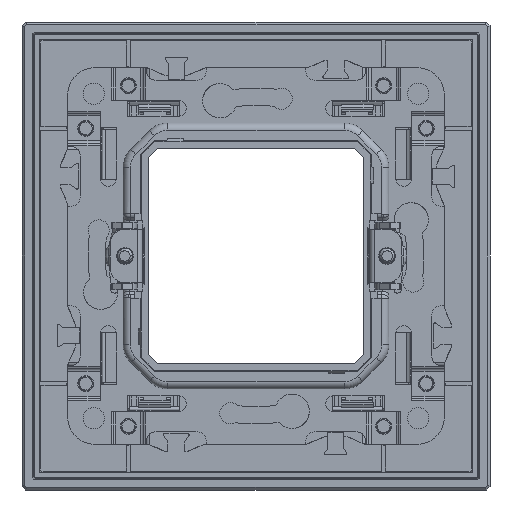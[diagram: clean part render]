
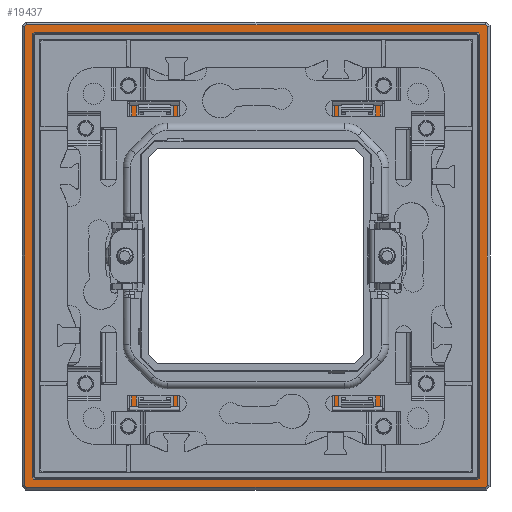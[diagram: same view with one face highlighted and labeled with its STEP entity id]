
A CAD part, front view. The second image highlights one B-rep face of the part: STEP entity #19437.
In plain terms, the highlighted planar face has unit normal (0, -1, 0).
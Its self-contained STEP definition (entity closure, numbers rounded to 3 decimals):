
#796 = VERTEX_POINT ( 'NONE', #77459 ) ;
#964 = EDGE_CURVE ( 'NONE', #22233, #36149, #4347, .T. ) ;
#3451 = ORIENTED_EDGE ( 'NONE', *, *, #65837, .T. ) ;
#4347 = CIRCLE ( 'NONE', #7878, 1.5 ) ;
#4861 = ORIENTED_EDGE ( 'NONE', *, *, #74194, .T. ) ;
#6241 = EDGE_CURVE ( 'NONE', #94966, #103121, #62275, .T. ) ;
#6852 = CARTESIAN_POINT ( 'NONE',  ( 43.5, 6.2, -43.093 ) ) ;
#6968 = DIRECTION ( 'NONE',  ( 0., 0., 1. ) ) ;
#7878 = AXIS2_PLACEMENT_3D ( 'NONE', #27952, #97185, #71921 ) ;
#10101 = VERTEX_POINT ( 'NONE', #20074 ) ;
#10460 = CARTESIAN_POINT ( 'NONE',  ( -22.45, 6.2, 23.95 ) ) ;
#11481 = CARTESIAN_POINT ( 'NONE',  ( 22.45, 6.2, -23.95 ) ) ;
#12076 = CARTESIAN_POINT ( 'NONE',  ( -43.5, 6.2, 43.093 ) ) ;
#12347 = CARTESIAN_POINT ( 'NONE',  ( -43.093, 6.2, -43.5 ) ) ;
#14161 = CARTESIAN_POINT ( 'NONE',  ( -22.45, 6.2, 22.45 ) ) ;
#14687 = DIRECTION ( 'NONE',  ( 0., 1., 0. ) ) ;
#14945 = DIRECTION ( 'NONE',  ( 0., 0., -1. ) ) ;
#16545 = ORIENTED_EDGE ( 'NONE', *, *, #6241, .T. ) ;
#16700 = CARTESIAN_POINT ( 'NONE',  ( 22.45, 6.2, -23.95 ) ) ;
#18248 = LINE ( 'NONE', #25444, #102529 ) ;
#18286 = LINE ( 'NONE', #70008, #39565 ) ;
#19437 = ADVANCED_FACE ( 'NONE', ( #37508, #80425 ), #70523, .F. ) ;
#20074 = CARTESIAN_POINT ( 'NONE',  ( -43.5, 6.2, -43.093 ) ) ;
#22221 = DIRECTION ( 'NONE',  ( 0., 1., 0. ) ) ;
#22233 = VERTEX_POINT ( 'NONE', #24840 ) ;
#23280 = DIRECTION ( 'NONE',  ( 1., 0., 0. ) ) ;
#24840 = CARTESIAN_POINT ( 'NONE',  ( 22.45, 6.2, 23.95 ) ) ;
#25444 = CARTESIAN_POINT ( 'NONE',  ( 43.5, 6.2, 43.093 ) ) ;
#25805 = VERTEX_POINT ( 'NONE', #72362 ) ;
#27952 = CARTESIAN_POINT ( 'NONE',  ( 22.45, 6.2, 22.45 ) ) ;
#30680 = DIRECTION ( 'NONE',  ( -1., 0., 0. ) ) ;
#31022 = CARTESIAN_POINT ( 'NONE',  ( 22.45, 6.2, -22.45 ) ) ;
#31141 = DIRECTION ( 'NONE',  ( 0., 0., 1. ) ) ;
#32122 = ORIENTED_EDGE ( 'NONE', *, *, #85532, .T. ) ;
#32315 = EDGE_CURVE ( 'NONE', #36149, #796, #48546, .T. ) ;
#34587 = VECTOR ( 'NONE', #6968, 1000. ) ;
#35864 = DIRECTION ( 'NONE',  ( -0.707, 0., 0.707 ) ) ;
#36149 = VERTEX_POINT ( 'NONE', #62200 ) ;
#36263 = DIRECTION ( 'NONE',  ( 0., 0., -1. ) ) ;
#36923 = CARTESIAN_POINT ( 'NONE',  ( 43.093, 6.2, -43.5 ) ) ;
#37496 = LINE ( 'NONE', #45761, #44123 ) ;
#37508 = FACE_BOUND ( 'NONE', #103172, .T. ) ;
#37971 = CIRCLE ( 'NONE', #53833, 1.5 ) ;
#37999 = AXIS2_PLACEMENT_3D ( 'NONE', #72149, #46309, #61720 ) ;
#38504 = LINE ( 'NONE', #12076, #53722 ) ;
#39565 = VECTOR ( 'NONE', #60105, 1000. ) ;
#40305 = CARTESIAN_POINT ( 'NONE',  ( 23.95, 6.2, 22.45 ) ) ;
#40874 = LINE ( 'NONE', #99721, #79744 ) ;
#40910 = VECTOR ( 'NONE', #91175, 1000. ) ;
#41116 = LINE ( 'NONE', #90067, #40910 ) ;
#43588 = VERTEX_POINT ( 'NONE', #10460 ) ;
#43976 = CARTESIAN_POINT ( 'NONE',  ( -22.45, 6.2, -22.45 ) ) ;
#44123 = VECTOR ( 'NONE', #96349, 1000. ) ;
#45761 = CARTESIAN_POINT ( 'NONE',  ( 43.093, 6.2, 43.5 ) ) ;
#45910 = VERTEX_POINT ( 'NONE', #11481 ) ;
#46309 = DIRECTION ( 'NONE',  ( 0., 1., 0. ) ) ;
#47030 = EDGE_CURVE ( 'NONE', #85672, #43588, #48320, .T. ) ;
#48320 = CIRCLE ( 'NONE', #88719, 1.5 ) ;
#48401 = EDGE_CURVE ( 'NONE', #25805, #10101, #38504, .T. ) ;
#48546 = LINE ( 'NONE', #40305, #99359 ) ;
#48734 = VERTEX_POINT ( 'NONE', #58926 ) ;
#48800 = LINE ( 'NONE', #82344, #34587 ) ;
#49609 = VERTEX_POINT ( 'NONE', #77465 ) ;
#52572 = EDGE_CURVE ( 'NONE', #66181, #94966, #41116, .T. ) ;
#53722 = VECTOR ( 'NONE', #105566, 1000. ) ;
#53833 = AXIS2_PLACEMENT_3D ( 'NONE', #43976, #86826, #36263 ) ;
#53899 = EDGE_CURVE ( 'NONE', #87073, #82776, #18248, .T. ) ;
#54675 = EDGE_LOOP ( 'NONE', ( #102641, #4861, #107894, #90230, #54770, #70407, #16545, #3451 ) ) ;
#54770 = ORIENTED_EDGE ( 'NONE', *, *, #58343, .T. ) ;
#55898 = CARTESIAN_POINT ( 'NONE',  ( -23.95, 6.2, -22.45 ) ) ;
#57986 = LINE ( 'NONE', #16700, #83821 ) ;
#58343 = EDGE_CURVE ( 'NONE', #10101, #66181, #96204, .T. ) ;
#58926 = CARTESIAN_POINT ( 'NONE',  ( -43.093, 6.2, 43.5 ) ) ;
#60105 = DIRECTION ( 'NONE',  ( -0.707, 0., -0.707 ) ) ;
#60481 = ORIENTED_EDGE ( 'NONE', *, *, #32315, .T. ) ;
#61720 = DIRECTION ( 'NONE',  ( 1., 0., 0. ) ) ;
#62200 = CARTESIAN_POINT ( 'NONE',  ( 23.95, 6.2, 22.45 ) ) ;
#62275 = LINE ( 'NONE', #70537, #107587 ) ;
#63358 = EDGE_CURVE ( 'NONE', #45910, #49609, #57986, .T. ) ;
#64888 = CARTESIAN_POINT ( 'NONE',  ( 43.5, 6.2, 43.093 ) ) ;
#65837 = EDGE_CURVE ( 'NONE', #103121, #87073, #48800, .T. ) ;
#66181 = VERTEX_POINT ( 'NONE', #12347 ) ;
#67148 = ORIENTED_EDGE ( 'NONE', *, *, #964, .T. ) ;
#70008 = CARTESIAN_POINT ( 'NONE',  ( -43.093, 6.2, 43.5 ) ) ;
#70407 = ORIENTED_EDGE ( 'NONE', *, *, #52572, .T. ) ;
#70523 = PLANE ( 'NONE',  #37999 ) ;
#70537 = CARTESIAN_POINT ( 'NONE',  ( 43.093, 6.2, -43.5 ) ) ;
#71921 = DIRECTION ( 'NONE',  ( 0., 0., 1. ) ) ;
#72149 = CARTESIAN_POINT ( 'NONE',  ( 0., 6.2, 0. ) ) ;
#72362 = CARTESIAN_POINT ( 'NONE',  ( -43.5, 6.2, 43.093 ) ) ;
#72522 = CARTESIAN_POINT ( 'NONE',  ( -43.5, 6.2, -43.093 ) ) ;
#74194 = EDGE_CURVE ( 'NONE', #82776, #48734, #37496, .T. ) ;
#75028 = DIRECTION ( 'NONE',  ( -1., 0., 0. ) ) ;
#76297 = ORIENTED_EDGE ( 'NONE', *, *, #63358, .T. ) ;
#76823 = ORIENTED_EDGE ( 'NONE', *, *, #47030, .T. ) ;
#76951 = ORIENTED_EDGE ( 'NONE', *, *, #77779, .T. ) ;
#77459 = CARTESIAN_POINT ( 'NONE',  ( 23.95, 6.2, -22.45 ) ) ;
#77465 = CARTESIAN_POINT ( 'NONE',  ( -22.45, 6.2, -23.95 ) ) ;
#77779 = EDGE_CURVE ( 'NONE', #796, #45910, #107523, .T. ) ;
#79744 = VECTOR ( 'NONE', #107952, 1000. ) ;
#79864 = DIRECTION ( 'NONE',  ( 0.707, 0., 0.707 ) ) ;
#80425 = FACE_OUTER_BOUND ( 'NONE', #54675, .T. ) ;
#80746 = ORIENTED_EDGE ( 'NONE', *, *, #108434, .T. ) ;
#81384 = VECTOR ( 'NONE', #89588, 1000. ) ;
#82344 = CARTESIAN_POINT ( 'NONE',  ( 43.5, 6.2, -43.093 ) ) ;
#82776 = VERTEX_POINT ( 'NONE', #105977 ) ;
#83821 = VECTOR ( 'NONE', #75028, 1000. ) ;
#83991 = VECTOR ( 'NONE', #31141, 1000. ) ;
#85532 = EDGE_CURVE ( 'NONE', #49609, #104626, #37971, .T. ) ;
#85672 = VERTEX_POINT ( 'NONE', #99973 ) ;
#86826 = DIRECTION ( 'NONE',  ( 0., 1., 0. ) ) ;
#87073 = VERTEX_POINT ( 'NONE', #64888 ) ;
#88719 = AXIS2_PLACEMENT_3D ( 'NONE', #14161, #14687, #30680 ) ;
#89588 = DIRECTION ( 'NONE',  ( 0.707, 0., -0.707 ) ) ;
#89951 = LINE ( 'NONE', #55898, #83991 ) ;
#90067 = CARTESIAN_POINT ( 'NONE',  ( -43.093, 6.2, -43.5 ) ) ;
#90230 = ORIENTED_EDGE ( 'NONE', *, *, #48401, .T. ) ;
#91175 = DIRECTION ( 'NONE',  ( 1., 0., 0. ) ) ;
#94966 = VERTEX_POINT ( 'NONE', #36923 ) ;
#95187 = AXIS2_PLACEMENT_3D ( 'NONE', #31022, #22221, #23280 ) ;
#96204 = LINE ( 'NONE', #72522, #81384 ) ;
#96349 = DIRECTION ( 'NONE',  ( -1., 0., 0. ) ) ;
#97185 = DIRECTION ( 'NONE',  ( 0., 1., 0. ) ) ;
#99359 = VECTOR ( 'NONE', #14945, 1000. ) ;
#99721 = CARTESIAN_POINT ( 'NONE',  ( -22.45, 6.2, 23.95 ) ) ;
#99973 = CARTESIAN_POINT ( 'NONE',  ( -23.95, 6.2, 22.45 ) ) ;
#101254 = EDGE_CURVE ( 'NONE', #43588, #22233, #40874, .T. ) ;
#102526 = EDGE_CURVE ( 'NONE', #48734, #25805, #18286, .T. ) ;
#102529 = VECTOR ( 'NONE', #35864, 1000. ) ;
#102641 = ORIENTED_EDGE ( 'NONE', *, *, #53899, .T. ) ;
#103019 = ORIENTED_EDGE ( 'NONE', *, *, #101254, .T. ) ;
#103121 = VERTEX_POINT ( 'NONE', #6852 ) ;
#103172 = EDGE_LOOP ( 'NONE', ( #103019, #67148, #60481, #76951, #76297, #32122, #80746, #76823 ) ) ;
#104626 = VERTEX_POINT ( 'NONE', #108462 ) ;
#105566 = DIRECTION ( 'NONE',  ( 0., 0., -1. ) ) ;
#105977 = CARTESIAN_POINT ( 'NONE',  ( 43.093, 6.2, 43.5 ) ) ;
#107523 = CIRCLE ( 'NONE', #95187, 1.5 ) ;
#107587 = VECTOR ( 'NONE', #79864, 1000. ) ;
#107894 = ORIENTED_EDGE ( 'NONE', *, *, #102526, .T. ) ;
#107952 = DIRECTION ( 'NONE',  ( 1., 0., 0. ) ) ;
#108434 = EDGE_CURVE ( 'NONE', #104626, #85672, #89951, .T. ) ;
#108462 = CARTESIAN_POINT ( 'NONE',  ( -23.95, 6.2, -22.45 ) ) ;
